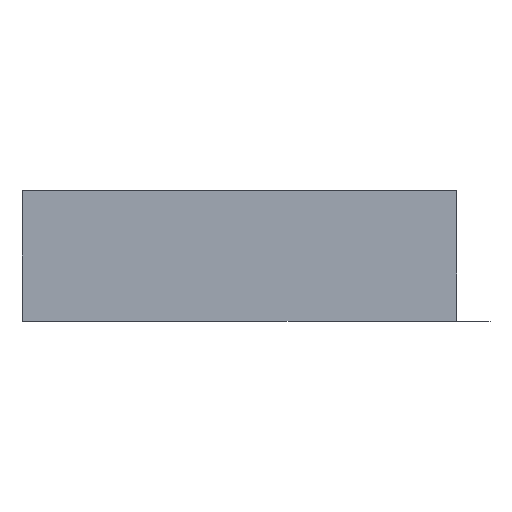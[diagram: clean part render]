
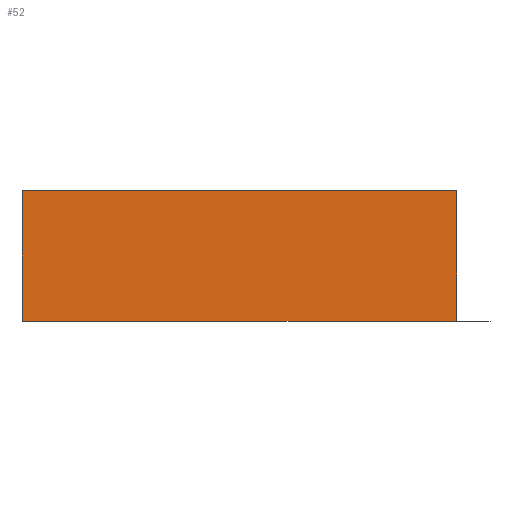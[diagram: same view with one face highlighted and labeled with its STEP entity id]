
A CAD part, front view. The second image highlights one B-rep face of the part: STEP entity #52.
In plain terms, the highlighted planar face has unit normal (0, -1, 0).
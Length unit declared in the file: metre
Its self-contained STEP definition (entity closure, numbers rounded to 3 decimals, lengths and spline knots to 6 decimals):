
#16 = LINE ( 'NONE', #180, #246 ) ;
#52 = ADVANCED_FACE ( 'NONE', ( #528 ), #366, .F. ) ;
#105 = CARTESIAN_POINT ( 'NONE',  ( 4.22, 0., 1.266 ) ) ;
#143 = DIRECTION ( 'NONE',  ( 0., 0., 1. ) ) ;
#157 = EDGE_CURVE ( 'NONE', #854, #1533, #1077, .T. ) ;
#171 = LINE ( 'NONE', #292, #866 ) ;
#176 = VECTOR ( 'NONE', #474, 1. ) ;
#180 = CARTESIAN_POINT ( 'NONE',  ( 0., 0., -0.001 ) ) ;
#199 = AXIS2_PLACEMENT_3D ( 'NONE', #1127, #629, #1250 ) ;
#201 = LINE ( 'NONE', #105, #600 ) ;
#240 = CARTESIAN_POINT ( 'NONE',  ( 4.544141, 0., -0.001 ) ) ;
#246 = VECTOR ( 'NONE', #334, 1. ) ;
#292 = CARTESIAN_POINT ( 'NONE',  ( 0., 0., 1.266 ) ) ;
#300 = ORIENTED_EDGE ( 'NONE', *, *, #1237, .F. ) ;
#305 = ORIENTED_EDGE ( 'NONE', *, *, #1089, .F. ) ;
#334 = DIRECTION ( 'NONE',  ( -1., 0., 0. ) ) ;
#352 = CARTESIAN_POINT ( 'NONE',  ( 4.544141, 0., -2. ) ) ;
#358 = EDGE_LOOP ( 'NONE', ( #305, #895, #1220, #300, #451, #715 ) ) ;
#360 = DIRECTION ( 'NONE',  ( 0., 0., -1. ) ) ;
#366 = PLANE ( 'NONE',  #199 ) ;
#412 = CARTESIAN_POINT ( 'NONE',  ( 4.22, 0., 1.266 ) ) ;
#413 = CARTESIAN_POINT ( 'NONE',  ( 4.544141, 0., 0. ) ) ;
#451 = ORIENTED_EDGE ( 'NONE', *, *, #858, .F. ) ;
#474 = DIRECTION ( 'NONE',  ( 0., 0., 1. ) ) ;
#506 = VERTEX_POINT ( 'NONE', #1471 ) ;
#528 = FACE_OUTER_BOUND ( 'NONE', #358, .T. ) ;
#545 = CARTESIAN_POINT ( 'NONE',  ( 0., 0., -0.001 ) ) ;
#600 = VECTOR ( 'NONE', #360, 1. ) ;
#616 = VERTEX_POINT ( 'NONE', #856 ) ;
#629 = DIRECTION ( 'NONE',  ( 0., 1., 0. ) ) ;
#665 = EDGE_CURVE ( 'NONE', #1293, #854, #1270, .T. ) ;
#715 = ORIENTED_EDGE ( 'NONE', *, *, #906, .F. ) ;
#782 = CARTESIAN_POINT ( 'NONE',  ( 4.22, 0., 0. ) ) ;
#854 = VERTEX_POINT ( 'NONE', #413 ) ;
#856 = CARTESIAN_POINT ( 'NONE',  ( 0., 0., 1.266 ) ) ;
#858 = EDGE_CURVE ( 'NONE', #616, #1616, #171, .T. ) ;
#866 = VECTOR ( 'NONE', #905, 1. ) ;
#895 = ORIENTED_EDGE ( 'NONE', *, *, #665, .T. ) ;
#905 = DIRECTION ( 'NONE',  ( 1., 0., 0. ) ) ;
#906 = EDGE_CURVE ( 'NONE', #506, #616, #1502, .T. ) ;
#1077 = LINE ( 'NONE', #1149, #1319 ) ;
#1089 = EDGE_CURVE ( 'NONE', #1293, #506, #16, .T. ) ;
#1127 = CARTESIAN_POINT ( 'NONE',  ( 0., 0., -0.001 ) ) ;
#1149 = CARTESIAN_POINT ( 'NONE',  ( 0., 0., 0. ) ) ;
#1220 = ORIENTED_EDGE ( 'NONE', *, *, #157, .T. ) ;
#1237 = EDGE_CURVE ( 'NONE', #1616, #1533, #201, .T. ) ;
#1250 = DIRECTION ( 'NONE',  ( 0., 0., 1. ) ) ;
#1270 = LINE ( 'NONE', #352, #176 ) ;
#1293 = VERTEX_POINT ( 'NONE', #240 ) ;
#1319 = VECTOR ( 'NONE', #1618, 1. ) ;
#1471 = CARTESIAN_POINT ( 'NONE',  ( 0., 0., -0.001 ) ) ;
#1502 = LINE ( 'NONE', #545, #1607 ) ;
#1533 = VERTEX_POINT ( 'NONE', #782 ) ;
#1607 = VECTOR ( 'NONE', #143, 1. ) ;
#1616 = VERTEX_POINT ( 'NONE', #412 ) ;
#1618 = DIRECTION ( 'NONE',  ( -1., 0., 0. ) ) ;
